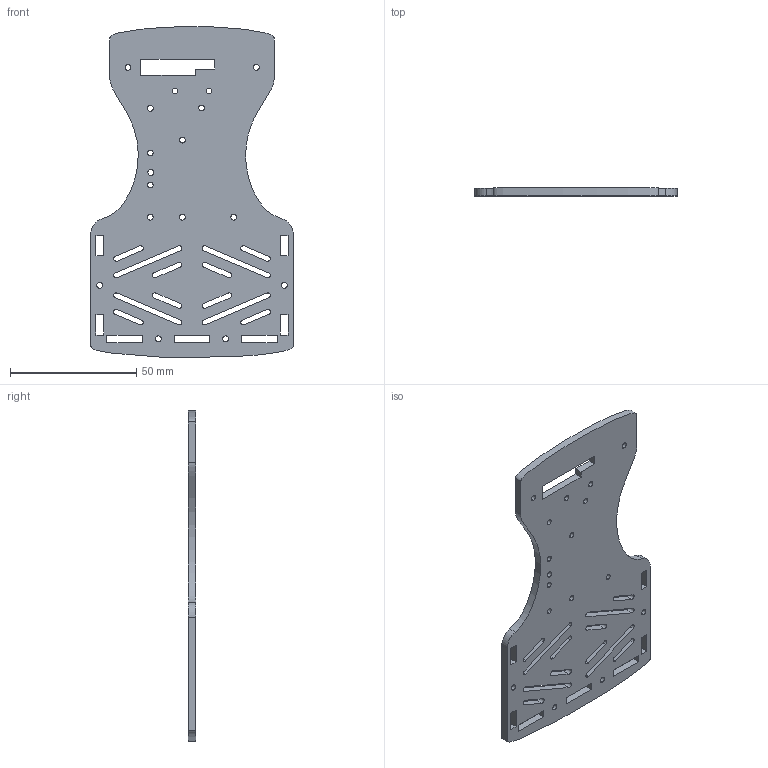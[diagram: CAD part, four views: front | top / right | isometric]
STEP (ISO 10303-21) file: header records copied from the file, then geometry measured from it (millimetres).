
FILE_DESCRIPTION (( 'STEP AP214' ), '1' );
FILE_NAME ('chariot-base.STEP', '2016-05-23T20:42:32', ( '' ), ( '' ), 'SwSTEP 2.0', 'SolidWorks 2016', '' );
FILE_SCHEMA (( 'AUTOMOTIVE_DESIGN' ));
Length unit declared in the file: millimetre
Products named in the file (1): chariot-base
Bounding box: 80 x 3 x 130.73 mm (x, y, z)
Volume: 22532.2 mm3; surface area: 18801.8 mm2
Topology: 1 solids, 1 shells, 140 faces, 414 edges, 276 vertices
Faces by surface type: cylinder 72, plane 64, bspline 4
Entity records: 4944 total; most frequent: CARTESIAN_POINT 905, ORIENTED_EDGE 828, DIRECTION 824, EDGE_CURVE 414, AXIS2_PLACEMENT_3D 281, VERTEX_POINT 276, LINE 262, VECTOR 262
